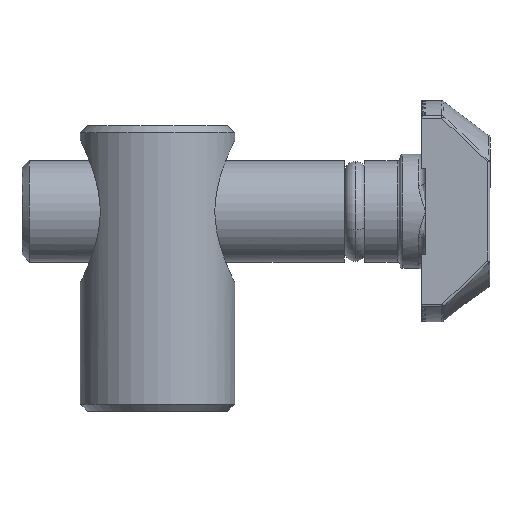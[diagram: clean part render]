
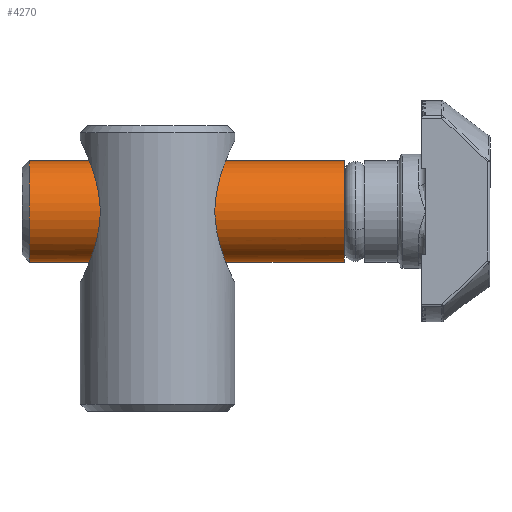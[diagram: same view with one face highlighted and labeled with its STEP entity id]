
A CAD part, front view. The second image highlights one B-rep face of the part: STEP entity #4270.
In plain terms, the highlighted cylindrical face has radius 3.55 mm (diameter 7.1 mm), a partial arc.
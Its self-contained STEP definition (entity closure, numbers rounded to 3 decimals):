
#88 = VERTEX_POINT ( 'NONE', #10419 ) ;
#257 = CARTESIAN_POINT ( 'NONE',  ( 0., 0.5, -3.55 ) ) ;
#511 = CARTESIAN_POINT ( 'NONE',  ( -0.116, 5.5, 3.55 ) ) ;
#691 = DIRECTION ( 'NONE',  ( 0., 0., 1. ) ) ;
#701 = EDGE_CURVE ( 'NONE', #12175, #5120, #6261, .T. ) ;
#903 = CARTESIAN_POINT ( 'NONE',  ( -2.205, 11.877, 2.786 ) ) ;
#949 = CARTESIAN_POINT ( 'NONE',  ( 0., 13.5, 3.55 ) ) ;
#992 = VECTOR ( 'NONE', #5200, 1000. ) ;
#1118 = ORIENTED_EDGE ( 'NONE', *, *, #4674, .F. ) ;
#1391 = LINE ( 'NONE', #9511, #9382 ) ;
#1545 = CARTESIAN_POINT ( 'NONE',  ( 0., 5.5, 3.55 ) ) ;
#1881 = CARTESIAN_POINT ( 'NONE',  ( -2.31, 7.31, 2.708 ) ) ;
#1925 = CARTESIAN_POINT ( 'NONE',  ( -1.869, 12.434, 3.023 ) ) ;
#2102 = CARTESIAN_POINT ( 'NONE',  ( 0., 0., 3.55 ) ) ;
#2208 = DIRECTION ( 'NONE',  ( 0., -1., 0. ) ) ;
#2320 = VERTEX_POINT ( 'NONE', #3859 ) ;
#2582 = CARTESIAN_POINT ( 'NONE',  ( -0.455, 5.552, 3.522 ) ) ;
#2587 = CARTESIAN_POINT ( 'NONE',  ( 0., 0., 3.55 ) ) ;
#2920 = CARTESIAN_POINT ( 'NONE',  ( -2.673, 8.587, 2.341 ) ) ;
#2966 = CARTESIAN_POINT ( 'NONE',  ( -1.435, 12.92, 3.253 ) ) ;
#2987 = EDGE_CURVE ( 'NONE', #2320, #88, #6807, .T. ) ;
#3144 = FACE_OUTER_BOUND ( 'NONE', #11034, .T. ) ;
#3556 = CARTESIAN_POINT ( 'NONE',  ( -0.23, 5.511, 3.544 ) ) ;
#3605 = CARTESIAN_POINT ( 'NONE',  ( -0.886, 5.701, 3.444 ) ) ;
#3859 = CARTESIAN_POINT ( 'NONE',  ( 0., 22.6, 3.55 ) ) ;
#3952 = CARTESIAN_POINT ( 'NONE',  ( -2.725, 9.724, 2.275 ) ) ;
#3999 = CARTESIAN_POINT ( 'NONE',  ( -1.079, 13.18, 3.384 ) ) ;
#4270 = ADVANCED_FACE ( 'NONE', ( #3144 ), #8068, .T. ) ;
#4413 = CARTESIAN_POINT ( 'NONE',  ( 0., 13.5, 3.55 ) ) ;
#4659 = CARTESIAN_POINT ( 'NONE',  ( -1.438, 6.083, 3.251 ) ) ;
#4661 = DIRECTION ( 'NONE',  ( 0., -1., 0. ) ) ;
#4674 = EDGE_CURVE ( 'NONE', #12175, #9407, #5419, .T. ) ;
#5013 = CARTESIAN_POINT ( 'NONE',  ( -2.66, 10.405, 2.351 ) ) ;
#5060 = CARTESIAN_POINT ( 'NONE',  ( -0.781, 13.338, 3.465 ) ) ;
#5120 = VERTEX_POINT ( 'NONE', #4413 ) ;
#5200 = DIRECTION ( 'NONE',  ( 0., -1., 0. ) ) ;
#5315 = CARTESIAN_POINT ( 'NONE',  ( 0., 22.6, 0. ) ) ;
#5419 = LINE ( 'NONE', #2587, #13114 ) ;
#5657 = AXIS2_PLACEMENT_3D ( 'NONE', #5315, #12621, #6343 ) ;
#5701 = CARTESIAN_POINT ( 'NONE',  ( -1.868, 6.566, 3.023 ) ) ;
#6052 = CARTESIAN_POINT ( 'NONE',  ( -2.517, 11.061, 2.504 ) ) ;
#6093 = CARTESIAN_POINT ( 'NONE',  ( -0.458, 13.447, 3.522 ) ) ;
#6129 = ORIENTED_EDGE ( 'NONE', *, *, #701, .T. ) ;
#6261 = B_SPLINE_CURVE_WITH_KNOTS ( 'NONE', 3,
 ( #1545, #511, #3556, #2582, #9895, #3605, #10948, #4659, #11997, #5701, #8141, #1881, #9188, #2920, #10238, #3952, #11290, #5013, #12336, #6052, #13364, #7107, #903, #8176, #1925, #9235, #2966, #10282, #3999, #11340, #5060, #12370, #6093, #13406, #7158, #949 ),
 .UNSPECIFIED., .F., .F.,
 ( 4, 2, 2, 2, 2, 2, 2, 2, 2, 2, 2, 2, 2, 2, 2, 2, 2, 4 ),
 ( 0.021, 0.021, 0.021, 0.022, 0.023, 0.023, 0.025, 0.026, 0.027, 0.027, 0.028, 0.029, 0.029, 0.03, 0.031, 0.031, 0.031, 0.032 ),
 .UNSPECIFIED. ) ;
#6343 = DIRECTION ( 'NONE',  ( 0., 0., -1. ) ) ;
#6807 = CIRCLE ( 'NONE', #5657, 3.55 ) ;
#6831 = LINE ( 'NONE', #2102, #992 ) ;
#6908 = DIRECTION ( 'NONE',  ( 0., 1., 0. ) ) ;
#7107 = CARTESIAN_POINT ( 'NONE',  ( -2.296, 11.681, 2.71 ) ) ;
#7158 = CARTESIAN_POINT ( 'NONE',  ( -0.115, 13.5, 3.55 ) ) ;
#7416 = CIRCLE ( 'NONE', #9700, 3.55 ) ;
#7782 = DIRECTION ( 'NONE',  ( 0., 0., -1. ) ) ;
#7999 = CARTESIAN_POINT ( 'NONE',  ( 0., 0.5, 3.55 ) ) ;
#8068 = CYLINDRICAL_SURFACE ( 'NONE', #8070, 3.55 ) ;
#8070 = AXIS2_PLACEMENT_3D ( 'NONE', #8702, #12986, #7782 ) ;
#8135 = VERTEX_POINT ( 'NONE', #257 ) ;
#8141 = CARTESIAN_POINT ( 'NONE',  ( -1.991, 6.746, 2.942 ) ) ;
#8176 = CARTESIAN_POINT ( 'NONE',  ( -1.991, 12.254, 2.942 ) ) ;
#8283 = CARTESIAN_POINT ( 'NONE',  ( 0., 5.5, 3.55 ) ) ;
#8702 = CARTESIAN_POINT ( 'NONE',  ( 0., 0., 0. ) ) ;
#8779 = EDGE_CURVE ( 'NONE', #8135, #9407, #7416, .T. ) ;
#9078 = EDGE_CURVE ( 'NONE', #88, #8135, #1391, .T. ) ;
#9188 = CARTESIAN_POINT ( 'NONE',  ( -2.464, 7.716, 2.561 ) ) ;
#9235 = CARTESIAN_POINT ( 'NONE',  ( -1.592, 12.765, 3.177 ) ) ;
#9382 = VECTOR ( 'NONE', #2208, 1000. ) ;
#9407 = VERTEX_POINT ( 'NONE', #7999 ) ;
#9511 = CARTESIAN_POINT ( 'NONE',  ( 0., 0., -3.55 ) ) ;
#9700 = AXIS2_PLACEMENT_3D ( 'NONE', #13165, #6908, #691 ) ;
#9895 = CARTESIAN_POINT ( 'NONE',  ( -0.567, 5.583, 3.506 ) ) ;
#10069 = ORIENTED_EDGE ( 'NONE', *, *, #2987, .T. ) ;
#10238 = CARTESIAN_POINT ( 'NONE',  ( -2.725, 9.034, 2.276 ) ) ;
#10282 = CARTESIAN_POINT ( 'NONE',  ( -1.171, 13.119, 3.353 ) ) ;
#10419 = CARTESIAN_POINT ( 'NONE',  ( 0., 22.6, -3.55 ) ) ;
#10633 = ORIENTED_EDGE ( 'NONE', *, *, #13199, .F. ) ;
#10948 = CARTESIAN_POINT ( 'NONE',  ( -1.084, 5.814, 3.386 ) ) ;
#11034 = EDGE_LOOP ( 'NONE', ( #10633, #10069, #13031, #11883, #1118, #6129 ) ) ;
#11290 = CARTESIAN_POINT ( 'NONE',  ( -2.712, 9.955, 2.291 ) ) ;
#11340 = CARTESIAN_POINT ( 'NONE',  ( -0.884, 13.289, 3.44 ) ) ;
#11883 = ORIENTED_EDGE ( 'NONE', *, *, #8779, .T. ) ;
#11997 = CARTESIAN_POINT ( 'NONE',  ( -1.592, 6.235, 3.177 ) ) ;
#12175 = VERTEX_POINT ( 'NONE', #8283 ) ;
#12336 = CARTESIAN_POINT ( 'NONE',  ( -2.621, 10.627, 2.395 ) ) ;
#12370 = CARTESIAN_POINT ( 'NONE',  ( -0.567, 13.417, 3.506 ) ) ;
#12621 = DIRECTION ( 'NONE',  ( 0., -1., 0. ) ) ;
#12986 = DIRECTION ( 'NONE',  ( 0., -1., 0. ) ) ;
#13031 = ORIENTED_EDGE ( 'NONE', *, *, #9078, .T. ) ;
#13114 = VECTOR ( 'NONE', #4661, 1000. ) ;
#13165 = CARTESIAN_POINT ( 'NONE',  ( 0., 0.5, 0. ) ) ;
#13199 = EDGE_CURVE ( 'NONE', #2320, #5120, #6831, .T. ) ;
#13364 = CARTESIAN_POINT ( 'NONE',  ( -2.452, 11.274, 2.569 ) ) ;
#13406 = CARTESIAN_POINT ( 'NONE',  ( -0.232, 13.489, 3.544 ) ) ;
